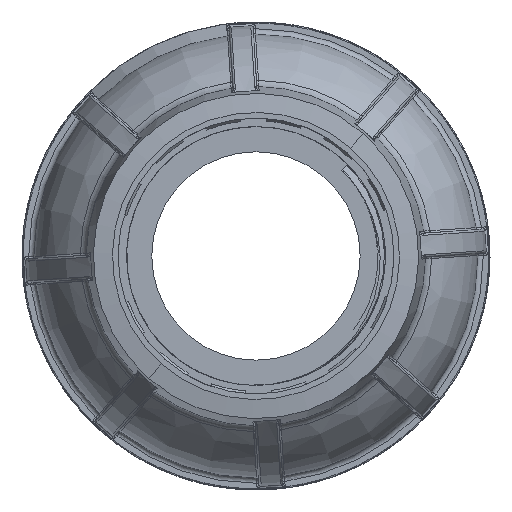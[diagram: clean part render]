
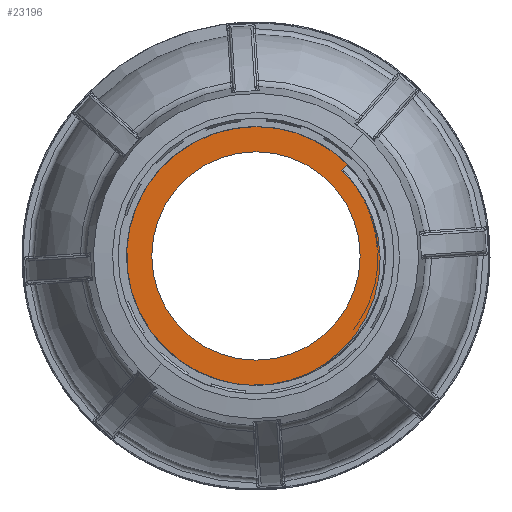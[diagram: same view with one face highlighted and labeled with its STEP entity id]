
A CAD part, left-side view. The second image highlights one B-rep face of the part: STEP entity #23196.
In plain terms, the highlighted planar face has unit normal (1, 0, 0).
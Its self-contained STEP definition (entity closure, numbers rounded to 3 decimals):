
#2398 = CARTESIAN_POINT ( 'NONE',  ( -23., -96.422, 0. ) ) ;
#2399 = DIRECTION ( 'NONE',  ( -1., 0., 0. ) ) ;
#2400 = DIRECTION ( 'NONE',  ( 0., 0., -1. ) ) ;
#2611 = CARTESIAN_POINT ( 'NONE',  ( -23., -96.422, 0. ) ) ;
#2612 = DIRECTION ( 'NONE',  ( -1., 0., 0. ) ) ;
#2613 = DIRECTION ( 'NONE',  ( 0., 0., -1. ) ) ;
#2616 = CARTESIAN_POINT ( 'NONE',  ( -23., -96.422, 0. ) ) ;
#2617 = DIRECTION ( 'NONE',  ( -1., 0., 0. ) ) ;
#2618 = DIRECTION ( 'NONE',  ( 0., 0., -1. ) ) ;
#3002 = CARTESIAN_POINT ( 'NONE',  ( -23., -96.422, 0. ) ) ;
#3003 = DIRECTION ( 'NONE',  ( -1., 0., 0. ) ) ;
#3004 = DIRECTION ( 'NONE',  ( 0., 0., -1. ) ) ;
#3008 = CARTESIAN_POINT ( 'NONE',  ( -23., -108.372, 11.951 ) ) ;
#3009 = DIRECTION ( 'NONE',  ( 0., 0.707, -0.707 ) ) ;
#3010 = CARTESIAN_POINT ( 'NONE',  ( -23., -112.31, 15.888 ) ) ;
#3011 = CARTESIAN_POINT ( 'NONE',  ( -23., -113.073, 15.142 ) ) ;
#3012 = CARTESIAN_POINT ( 'NONE',  ( -23., -113.782, 14.345 ) ) ;
#3013 = CARTESIAN_POINT ( 'NONE',  ( -23., -115.09, 12.659 ) ) ;
#3014 = CARTESIAN_POINT ( 'NONE',  ( -23., -115.686, 11.772 ) ) ;
#3015 = CARTESIAN_POINT ( 'NONE',  ( -23., -116.227, 10.852 ) ) ;
#3016 = CARTESIAN_POINT ( 'NONE',  ( -23., -116.227, 10.852 ) ) ;
#3017 = CARTESIAN_POINT ( 'NONE',  ( -23., -116.632, 10.165 ) ) ;
#3018 = CARTESIAN_POINT ( 'NONE',  ( -23., -116.998, 9.459 ) ) ;
#3019 = CARTESIAN_POINT ( 'NONE',  ( -23., -117.657, 8.008 ) ) ;
#3020 = CARTESIAN_POINT ( 'NONE',  ( -23., -117.947, 7.268 ) ) ;
#3021 = CARTESIAN_POINT ( 'NONE',  ( -23., -118.696, 5.025 ) ) ;
#3022 = CARTESIAN_POINT ( 'NONE',  ( -23., -119.038, 3.49 ) ) ;
#3023 = CARTESIAN_POINT ( 'NONE',  ( -23., -119.311, 1.129 ) ) ;
#3024 = CARTESIAN_POINT ( 'NONE',  ( -23., -119.361, 0.33 ) ) ;
#3025 = CARTESIAN_POINT ( 'NONE',  ( -23., -119.378, -1.251 ) ) ;
#3026 = CARTESIAN_POINT ( 'NONE',  ( -23., -119.346, -2.037 ) ) ;
#3027 = CARTESIAN_POINT ( 'NONE',  ( -23., -119.2, -3.602 ) ) ;
#3028 = CARTESIAN_POINT ( 'NONE',  ( -23., -119.087, -4.381 ) ) ;
#3029 = CARTESIAN_POINT ( 'NONE',  ( -23., -118.857, -5.544 ) ) ;
#3030 = CARTESIAN_POINT ( 'NONE',  ( -23., -118.771, -5.93 ) ) ;
#3031 = CARTESIAN_POINT ( 'NONE',  ( -23., -118.577, -6.701 ) ) ;
#3032 = CARTESIAN_POINT ( 'NONE',  ( -23., -118.47, -7.086 ) ) ;
#3033 = CARTESIAN_POINT ( 'NONE',  ( -23., -117.889, -8.98 ) ) ;
#3034 = CARTESIAN_POINT ( 'NONE',  ( -23., -117.278, -10.429 ) ) ;
#3035 = CARTESIAN_POINT ( 'NONE',  ( -23., -116.143, -12.503 ) ) ;
#3036 = CARTESIAN_POINT ( 'NONE',  ( -23., -115.727, -13.18 ) ) ;
#3037 = CARTESIAN_POINT ( 'NONE',  ( -23., -114.825, -14.491 ) ) ;
#3038 = CARTESIAN_POINT ( 'NONE',  ( -23., -114.344, -15.118 ) ) ;
#3039 = CARTESIAN_POINT ( 'NONE',  ( -23., -112.814, -16.917 ) ) ;
#3040 = CARTESIAN_POINT ( 'NONE',  ( -23., -111.68, -18.007 ) ) ;
#3041 = CARTESIAN_POINT ( 'NONE',  ( -23., -109.806, -19.478 ) ) ;
#3042 = CARTESIAN_POINT ( 'NONE',  ( -23., -109.154, -19.939 ) ) ;
#3043 = CARTESIAN_POINT ( 'NONE',  ( -23., -107.814, -20.788 ) ) ;
#3044 = CARTESIAN_POINT ( 'NONE',  ( -23., -107.122, -21.18 ) ) ;
#3045 = CARTESIAN_POINT ( 'NONE',  ( -23., -106.41, -21.537 ) ) ;
#3046 = CARTESIAN_POINT ( 'NONE',  ( -23., -106.41, -21.537 ) ) ;
#3047 = CARTESIAN_POINT ( 'NONE',  ( -23., -105.763, -21.861 ) ) ;
#3048 = CARTESIAN_POINT ( 'NONE',  ( -23., -105.099, -22.15 ) ) ;
#3049 = CARTESIAN_POINT ( 'NONE',  ( -23., -103.748, -22.662 ) ) ;
#3050 = CARTESIAN_POINT ( 'NONE',  ( -23., -103.058, -22.885 ) ) ;
#3051 = CARTESIAN_POINT ( 'NONE',  ( -23., -100.98, -23.45 ) ) ;
#3052 = CARTESIAN_POINT ( 'NONE',  ( -23., -99.574, -23.693 ) ) ;
#3053 = CARTESIAN_POINT ( 'NONE',  ( -23., -97.435, -23.865 ) ) ;
#3054 = CARTESIAN_POINT ( 'NONE',  ( -23., -96.716, -23.889 ) ) ;
#3055 = CARTESIAN_POINT ( 'NONE',  ( -23., -95.27, -23.871 ) ) ;
#3056 = CARTESIAN_POINT ( 'NONE',  ( -23., -94.552, -23.829 ) ) ;
#3057 = CARTESIAN_POINT ( 'NONE',  ( -23., -92.412, -23.604 ) ) ;
#3058 = CARTESIAN_POINT ( 'NONE',  ( -23., -91.005, -23.325 ) ) ;
#3059 = CARTESIAN_POINT ( 'NONE',  ( -23., -89.618, -22.913 ) ) ;
#3565 = AXIS2_PLACEMENT_3D ( 'NONE', #4922, #4923, #4924 ) ;
#4921 = PLANE ( 'NONE',  #3565 ) ;
#4922 = CARTESIAN_POINT ( 'NONE',  ( -23., -120.323, 0. ) ) ;
#4923 = DIRECTION ( 'NONE',  ( -1., 0., 0. ) ) ;
#4924 = DIRECTION ( 'NONE',  ( 0., 0., -1. ) ) ;
#12888 = EDGE_LOOP ( 'NONE', ( #24376, #24377 ) ) ;
#12889 = EDGE_LOOP ( 'NONE', ( #24370, #24371, #24369, #24372, #24373, #24374 ) ) ;
#13855 = CARTESIAN_POINT ( 'NONE',  ( -23., -96.422, 23.902 ) ) ;
#13856 = CARTESIAN_POINT ( 'NONE',  ( -23., -89.618, -22.913 ) ) ;
#13867 = CARTESIAN_POINT ( 'NONE',  ( -23., -113.323, 16.901 ) ) ;
#13868 = CARTESIAN_POINT ( 'NONE',  ( -23., -96.422, 19.25 ) ) ;
#13873 = CARTESIAN_POINT ( 'NONE',  ( -23., -96.422, -19.25 ) ) ;
#13896 = CARTESIAN_POINT ( 'NONE',  ( -23., -112.31, 15.888 ) ) ;
#13897 = CARTESIAN_POINT ( 'NONE',  ( -23., -116.227, 10.852 ) ) ;
#13898 = CARTESIAN_POINT ( 'NONE',  ( -23., -106.41, -21.537 ) ) ;
#23058 = EDGE_CURVE ( 'NONE', #24026, #24027, #38334, .T. ) ;
#23076 = EDGE_CURVE ( 'NONE', #24038, #24026, #38338, .T. ) ;
#23078 = EDGE_CURVE ( 'NONE', #24039, #24044, #38340, .T. ) ;
#23085 = EDGE_CURVE ( 'NONE', #24044, #24039, #38349, .T. ) ;
#23087 = EDGE_CURVE ( 'NONE', #24038, #24067, #33855, .T. ) ;
#23088 = EDGE_CURVE ( 'NONE', #24067, #24068, #36509, .T. ) ;
#23089 = EDGE_CURVE ( 'NONE', #24068, #24069, #36508, .T. ) ;
#23090 = EDGE_CURVE ( 'NONE', #24069, #24027, #36507, .T. ) ;
#23196 = ADVANCED_FACE ( 'NONE', ( #33930, #33931 ), #4921, .F. ) ;
#24026 = VERTEX_POINT ( 'NONE', #13855 ) ;
#24027 = VERTEX_POINT ( 'NONE', #13856 ) ;
#24038 = VERTEX_POINT ( 'NONE', #13867 ) ;
#24039 = VERTEX_POINT ( 'NONE', #13868 ) ;
#24044 = VERTEX_POINT ( 'NONE', #13873 ) ;
#24067 = VERTEX_POINT ( 'NONE', #13896 ) ;
#24068 = VERTEX_POINT ( 'NONE', #13897 ) ;
#24069 = VERTEX_POINT ( 'NONE', #13898 ) ;
#24369 = ORIENTED_EDGE ( 'NONE', *, *, #23088, .T. ) ;
#24370 = ORIENTED_EDGE ( 'NONE', *, *, #23076, .F. ) ;
#24371 = ORIENTED_EDGE ( 'NONE', *, *, #23087, .T. ) ;
#24372 = ORIENTED_EDGE ( 'NONE', *, *, #23089, .T. ) ;
#24373 = ORIENTED_EDGE ( 'NONE', *, *, #23090, .T. ) ;
#24374 = ORIENTED_EDGE ( 'NONE', *, *, #23058, .F. ) ;
#24376 = ORIENTED_EDGE ( 'NONE', *, *, #23085, .T. ) ;
#24377 = ORIENTED_EDGE ( 'NONE', *, *, #23078, .T. ) ;
#33855 = LINE ( 'NONE', #3008, #38353 ) ;
#33930 = FACE_OUTER_BOUND ( 'NONE', #12889, .T. ) ;
#33931 = FACE_BOUND ( 'NONE', #12888, .T. ) ;
#36507 = B_SPLINE_CURVE_WITH_KNOTS ( 'NONE', 3,
 ( #3046, #3047, #3048, #3049, #3050, #3051, #3052, #3053, #3054, #3055, #3056, #3057, #3058, #3059 ),
 .UNSPECIFIED., .F., .F.,
 ( 4, 2, 2, 2, 2, 2, 4 ),
 ( 0., 0.002, 0.004, 0.009, 0.011, 0.013, 0.017 ),
 .UNSPECIFIED. ) ;
#36508 = B_SPLINE_CURVE_WITH_KNOTS ( 'NONE', 3,
 ( #3016, #3017, #3018, #3019, #3020, #3021, #3022, #3023, #3024, #3025, #3026, #3027, #3028, #3029, #3030, #3031, #3032, #3033, #3034, #3035, #3036, #3037, #3038, #3039, #3040, #3041, #3042, #3043, #3044, #3045 ),
 .UNSPECIFIED., .F., .F.,
 ( 4, 2, 2, 2, 2, 2, 2, 2, 2, 2, 2, 2, 2, 2, 4 ),
 ( 0., 0.002, 0.005, 0.01, 0.012, 0.014, 0.017, 0.018, 0.019, 0.024, 0.026, 0.029, 0.033, 0.036, 0.038 ),
 .UNSPECIFIED. ) ;
#36509 = B_SPLINE_CURVE_WITH_KNOTS ( 'NONE', 3,
 ( #3010, #3011, #3012, #3013, #3014, #3015 ),
 .UNSPECIFIED., .F., .F.,
 ( 4, 2, 4 ),
 ( 0., 0.003, 0.006 ),
 .UNSPECIFIED. ) ;
#38334 = CIRCLE ( 'NONE', #38337, 23.901 ) ;
#38337 = AXIS2_PLACEMENT_3D ( 'NONE', #2398, #2399, #2400 ) ;
#38338 = CIRCLE ( 'NONE', #38339, 23.901 ) ;
#38339 = AXIS2_PLACEMENT_3D ( 'NONE', #2611, #2612, #2613 ) ;
#38340 = CIRCLE ( 'NONE', #38342, 19.25 ) ;
#38342 = AXIS2_PLACEMENT_3D ( 'NONE', #2616, #2617, #2618 ) ;
#38349 = CIRCLE ( 'NONE', #38351, 19.25 ) ;
#38351 = AXIS2_PLACEMENT_3D ( 'NONE', #3002, #3003, #3004 ) ;
#38353 = VECTOR ( 'NONE', #3009, 1000. ) ;
